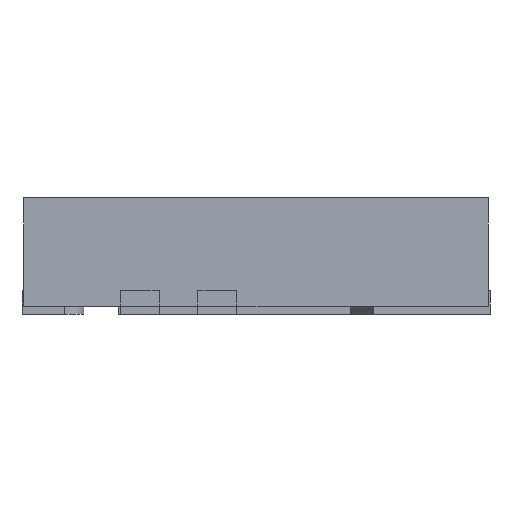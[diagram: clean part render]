
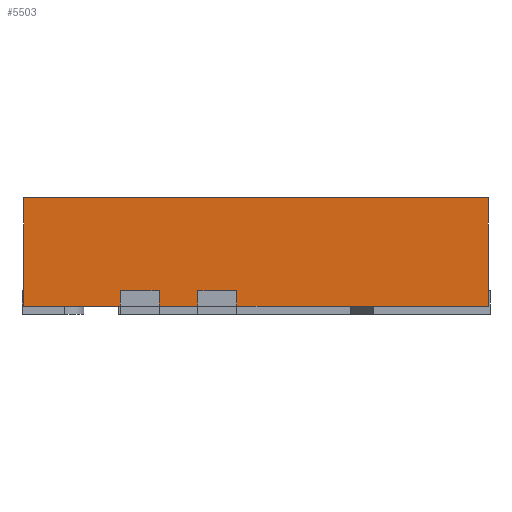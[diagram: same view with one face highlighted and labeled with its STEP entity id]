
A CAD part, left-side view. The second image highlights one B-rep face of the part: STEP entity #5503.
In plain terms, the highlighted face is planar.
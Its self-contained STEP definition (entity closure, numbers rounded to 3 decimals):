
#5284=CARTESIAN_POINT('',(1.5,1.5,0.7));
#5285=VERTEX_POINT('',#5284);
#5302=CARTESIAN_POINT('',(1.5,-1.5,0.7));
#5303=VERTEX_POINT('',#5302);
#5310=CARTESIAN_POINT('',(1.5,-1.5,0.7));
#5311=DIRECTION('',(0.0,1.0,0.0));
#5312=VECTOR('',#5311,3.0);
#5313=LINE('',#5310,#5312);
#5314=EDGE_CURVE('',#5303,#5285,#5313,.T.);
#5473=CARTESIAN_POINT('',(1.5,-1.5,0.0));
#5474=DIRECTION('',(1.0,0.0,0.0));
#5475=DIRECTION('',(0.0,1.0,0.0));
#5476=AXIS2_PLACEMENT_3D('',#5473,#5474,#5475);
#5477=PLANE('',#5476);
#5478=CARTESIAN_POINT('',(1.5,1.5,0.0));
#5479=VERTEX_POINT('',#5478);
#5480=CARTESIAN_POINT('',(1.5,-1.5,0.0));
#5481=VERTEX_POINT('',#5480);
#5482=CARTESIAN_POINT('',(1.5,1.5,0.0));
#5483=DIRECTION('',(0.0,-1.0,0.0));
#5484=VECTOR('',#5483,3.0);
#5485=LINE('',#5482,#5484);
#5486=EDGE_CURVE('',#5479,#5481,#5485,.T.);
#5487=ORIENTED_EDGE('',*,*,#5486,.F.);
#5488=CARTESIAN_POINT('',(1.5,1.5,0.0));
#5489=DIRECTION('',(0.0,0.0,1.0));
#5490=VECTOR('',#5489,0.7);
#5491=LINE('',#5488,#5490);
#5492=EDGE_CURVE('',#5479,#5285,#5491,.T.);
#5493=ORIENTED_EDGE('',*,*,#5492,.T.);
#5494=ORIENTED_EDGE('',*,*,#5314,.F.);
#5495=CARTESIAN_POINT('',(1.5,-1.5,0.0));
#5496=DIRECTION('',(0.0,0.0,1.0));
#5497=VECTOR('',#5496,0.7);
#5498=LINE('',#5495,#5497);
#5499=EDGE_CURVE('',#5481,#5303,#5498,.T.);
#5500=ORIENTED_EDGE('',*,*,#5499,.F.);
#5501=EDGE_LOOP('',(#5487,#5493,#5494,#5500));
#5502=FACE_OUTER_BOUND('',#5501,.T.);
#5503=ADVANCED_FACE('',(#5502),#5477,.T.);
